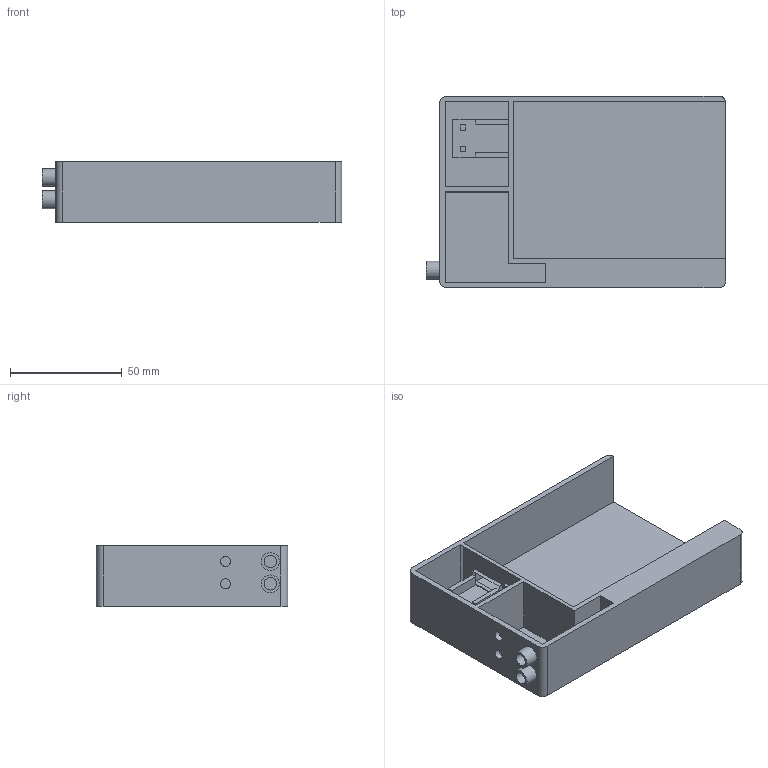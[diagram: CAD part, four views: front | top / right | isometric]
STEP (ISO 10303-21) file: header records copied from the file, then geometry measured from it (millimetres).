
FILE_DESCRIPTION(('FreeCAD Model'),'2;1');
FILE_NAME('CellIQBottomModulated.step','2021-08-09T14:30:17',('Author'),(''), 'Open CASCADE STEP processor 7.3','FreeCAD','Unknown');
FILE_SCHEMA(('AUTOMOTIVE_DESIGN { 1 0 10303 214 1 1 1 1 }'));
Length unit declared in the file: millimetre
Products named in the file (1): Pad003
Bounding box: 133.8 x 85.5 x 27 mm (x, y, z)
Surface area: 46089.1 mm2 (no closed solid volume)
Topology: 0 solids, 1 shells, 65 faces, 172 edges, 112 vertices
Faces by surface type: plane 55, cylinder 10
Full cylindrical faces by diameter (mm): 4.5 x2, 5.56 x2, 8 x2
Entity records: 4135 total; most frequent: CARTESIAN_POINT 717, DIRECTION 630, LINE 439, VECTOR 439, ORIENTED_EDGE 326, PCURVE 326, DEFINITIONAL_REPRESENTATION 326, EDGE_CURVE 172
